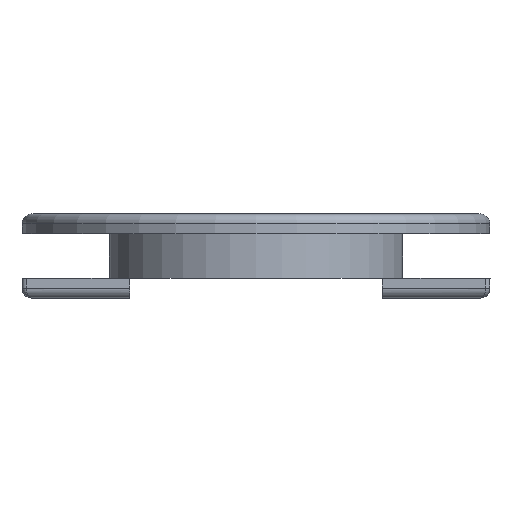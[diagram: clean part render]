
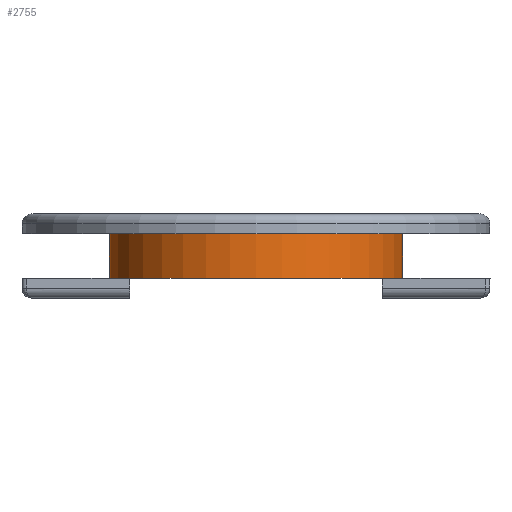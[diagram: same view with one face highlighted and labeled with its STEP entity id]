
A CAD part, front view. The second image highlights one B-rep face of the part: STEP entity #2755.
In plain terms, the highlighted cylindrical face has radius 16.447 mm (diameter 32.893 mm), a partial arc.
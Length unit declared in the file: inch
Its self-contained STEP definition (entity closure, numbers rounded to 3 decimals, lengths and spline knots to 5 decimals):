
#595=CARTESIAN_POINT('',(1.19868,-1.509,0.08689));
#596=VERTEX_POINT('',#595);
#599=CARTESIAN_POINT('',(-0.09632,-1.509,0.08689));
#600=VERTEX_POINT('',#599);
#601=CARTESIAN_POINT('',(0.55118,-1.509,0.08689));
#602=DIRECTION('',(0.,0.,1.));
#603=DIRECTION('',(0.,1.,0.));
#604=AXIS2_PLACEMENT_3D('',#601,#602,#603);
#605=CIRCLE('',#604,0.6475);
#606=EDGE_CURVE('',#600,#596,#605,.T.);
#2397=CARTESIAN_POINT('',(-0.09632,-1.509,0.28389));
#2398=VERTEX_POINT('',#2397);
#2399=CARTESIAN_POINT('',(1.19868,-1.509,0.28389));
#2400=VERTEX_POINT('',#2399);
#2401=CARTESIAN_POINT('',(0.55118,-1.509,0.28389));
#2402=DIRECTION('',(0.,0.,1.));
#2403=DIRECTION('',(0.,1.,0.));
#2404=AXIS2_PLACEMENT_3D('',#2401,#2402,#2403);
#2405=CIRCLE('',#2404,0.6475);
#2406=EDGE_CURVE('',#2398,#2400,#2405,.T.);
#2722=CARTESIAN_POINT('',(-0.09632,-1.509,0.28389));
#2723=DIRECTION('',(0.,0.,-1.));
#2724=VECTOR('',#2723,1.);
#2725=LINE('',#2722,#2724);
#2726=EDGE_CURVE('',#2398,#600,#2725,.T.);
#2739=ORIENTED_EDGE('',*,*,#2726,.T.);
#2740=ORIENTED_EDGE('',*,*,#606,.T.);
#2741=CARTESIAN_POINT('',(1.19868,-1.509,0.28389));
#2742=DIRECTION('',(0.,0.,-1.));
#2743=VECTOR('',#2742,1.);
#2744=LINE('',#2741,#2743);
#2745=EDGE_CURVE('',#2400,#596,#2744,.T.);
#2746=ORIENTED_EDGE('',*,*,#2745,.F.);
#2747=ORIENTED_EDGE('',*,*,#2406,.F.);
#2748=EDGE_LOOP('',(#2739,#2740,#2746,#2747));
#2749=FACE_OUTER_BOUND('',#2748,.T.);
#2750=CARTESIAN_POINT('',(0.55118,-1.509,0.28389));
#2751=DIRECTION('',(0.,0.,-1.));
#2752=DIRECTION('',(0.,1.,0.));
#2753=AXIS2_PLACEMENT_3D('',#2750,#2751,#2752);
#2754=CYLINDRICAL_SURFACE('',#2753,0.6475);
#2755=ADVANCED_FACE('',(#2749),#2754,.T.);
